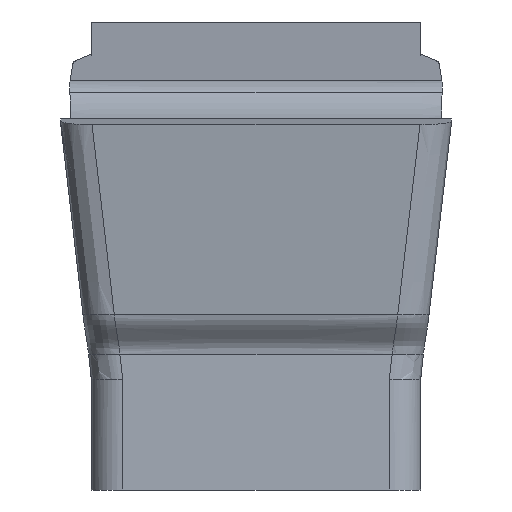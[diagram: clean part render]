
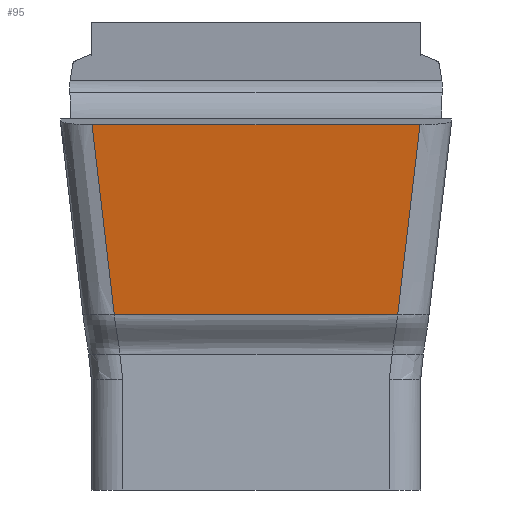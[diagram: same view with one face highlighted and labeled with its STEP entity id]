
A CAD part, front view. The second image highlights one B-rep face of the part: STEP entity #95.
In plain terms, the highlighted planar face has unit normal (0, -0.993, -0.122).
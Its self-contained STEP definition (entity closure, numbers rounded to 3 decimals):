
#95=ADVANCED_FACE('SIDE_FP_AN_SU1',(#173),#141,.T.);
#141=PLANE('',#1065);
#173=FACE_OUTER_BOUND('',#227,.T.);
#227=EDGE_LOOP('',(#393,#394,#395,#396));
#393=ORIENTED_EDGE('',*,*,#752,.T.);
#394=ORIENTED_EDGE('',*,*,#757,.T.);
#395=ORIENTED_EDGE('',*,*,#754,.T.);
#396=ORIENTED_EDGE('',*,*,#758,.F.);
#637=VERTEX_POINT('',#2049);
#638=VERTEX_POINT('',#2054);
#639=VERTEX_POINT('',#2094);
#640=VERTEX_POINT('',#2095);
#752=EDGE_CURVE('',#638,#637,#1008,.T.);
#754=EDGE_CURVE('',#639,#640,#1010,.T.);
#757=EDGE_CURVE('',#637,#639,#845,.T.);
#758=EDGE_CURVE('',#638,#640,#846,.T.);
#845=LINE('',#2147,#913);
#846=LINE('',#2148,#914);
#913=VECTOR('',#1161,1.);
#914=VECTOR('',#1162,1.);
#1008=B_SPLINE_CURVE_WITH_KNOTS('',3,(#2050,#2051,#2052,#2053),
 .UNSPECIFIED.,.F.,.F.,(4,4),(0.,1.),.UNSPECIFIED.);
#1010=B_SPLINE_CURVE_WITH_KNOTS('',3,(#2090,#2091,#2092,#2093),
 .UNSPECIFIED.,.F.,.F.,(4,4),(0.,1.),.UNSPECIFIED.);
#1065=AXIS2_PLACEMENT_3D('',#2149,#1163,#1164);
#1161=DIRECTION('',(-1.,0.,0.));
#1162=DIRECTION('',(-1.,0.,0.));
#1163=DIRECTION('',(0.,-0.993,-0.122));
#1164=DIRECTION('',(-1.,0.,0.));
#2049=CARTESIAN_POINT('',(2.091,-12.609,0.074));
#2050=CARTESIAN_POINT('',(1.807,-12.311,-2.351));
#2051=CARTESIAN_POINT('',(1.902,-12.41,-1.542));
#2052=CARTESIAN_POINT('',(1.996,-12.51,-0.734));
#2053=CARTESIAN_POINT('',(2.091,-12.609,0.074));
#2054=CARTESIAN_POINT('',(1.807,-12.311,-2.351));
#2090=CARTESIAN_POINT('',(-2.091,-12.609,0.074));
#2091=CARTESIAN_POINT('',(-1.996,-12.51,-0.734));
#2092=CARTESIAN_POINT('',(-1.902,-12.41,-1.542));
#2093=CARTESIAN_POINT('',(-1.807,-12.311,-2.351));
#2094=CARTESIAN_POINT('',(-2.091,-12.609,0.074));
#2095=CARTESIAN_POINT('',(-1.807,-12.311,-2.351));
#2147=CARTESIAN_POINT('',(0.,-12.609,0.074));
#2148=CARTESIAN_POINT('',(0.,-12.311,-2.351));
#2149=CARTESIAN_POINT('',(0.,-13.138,4.384));
